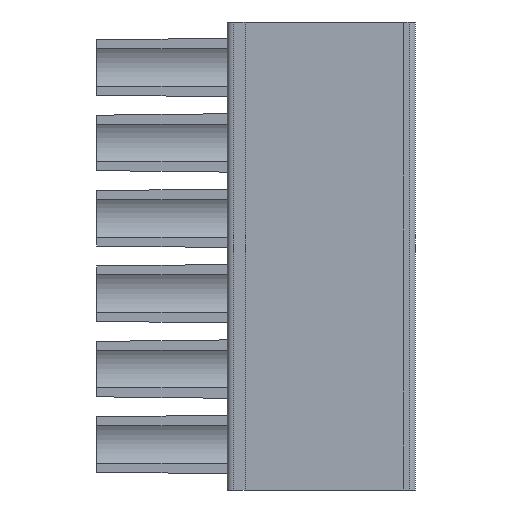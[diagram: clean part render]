
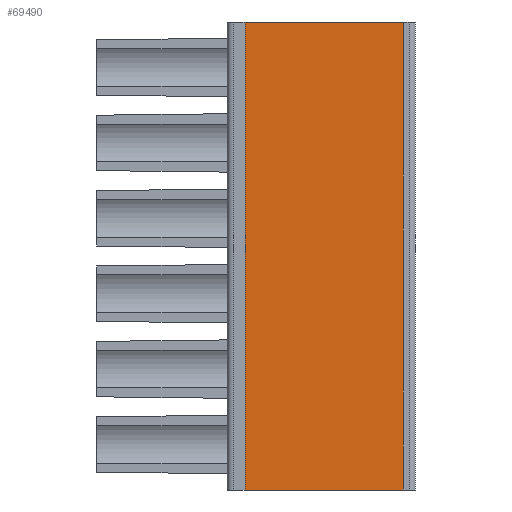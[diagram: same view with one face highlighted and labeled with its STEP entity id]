
A CAD part, front view. The second image highlights one B-rep face of the part: STEP entity #69490.
In plain terms, the highlighted planar face has unit normal (0, -1, 0).
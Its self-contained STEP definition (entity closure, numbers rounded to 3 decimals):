
#10950=CARTESIAN_POINT('',(50.611,29.382,
77.855));
#10960=VERTEX_POINT('',#10950);
#11010=CARTESIAN_POINT('',(0.,29.382,77.855));
#11020=DIRECTION('',(1.,0.,0.));
#11030=VECTOR('',#11020,1.);
#11040=LINE('',#11010,#11030);
#11050=CARTESIAN_POINT('',(42.611,29.382,
77.855));
#11060=VERTEX_POINT('',#11050);
#11070=EDGE_CURVE('',#11060,#10960,#11040,.T.);
#68650=CARTESIAN_POINT('',(50.611,29.382,
54.205));
#68660=VERTEX_POINT('',#68650);
#68690=CARTESIAN_POINT('',(50.611,29.382,
-0.31));
#68700=DIRECTION('',(0.,0.,1.));
#68710=VECTOR('',#68700,1.);
#68720=LINE('',#68690,#68710);
#68730=EDGE_CURVE('',#68660,#10960,#68720,.T.);
#68840=CARTESIAN_POINT('',(42.611,29.382,
-0.31));
#68850=DIRECTION('',(0.,0.,-1.));
#68860=VECTOR('',#68850,1.);
#68870=LINE('',#68840,#68860);
#68880=CARTESIAN_POINT('',(42.611,29.382,
54.205));
#68890=VERTEX_POINT('',#68880);
#68900=EDGE_CURVE('',#11060,#68890,#68870,.T.);
#69330=CARTESIAN_POINT('',(42.611,29.382,
60.005));
#69340=DIRECTION('',(-0.,-1.,-0.));
#69350=DIRECTION('',(-1.,0.,0.));
#69360=AXIS2_PLACEMENT_3D('',#69330,#69340,#69350);
#69370=PLANE('',#69360);
#69380=CARTESIAN_POINT('',(0.,29.382,54.205));
#69390=DIRECTION('',(-1.,0.,0.));
#69400=VECTOR('',#69390,1.);
#69410=LINE('',#69380,#69400);
#69420=EDGE_CURVE('',#68660,#68890,#69410,.T.);
#69430=ORIENTED_EDGE('',*,*,#69420,.F.);
#69440=ORIENTED_EDGE('',*,*,#68900,.T.);
#69450=ORIENTED_EDGE('',*,*,#11070,.F.);
#69460=ORIENTED_EDGE('',*,*,#68730,.T.);
#69470=EDGE_LOOP('',(#69460,#69450,#69440,#69430));
#69480=FACE_OUTER_BOUND('',#69470,.T.);
#69490=ADVANCED_FACE('',(#69480),#69370,.T.);
